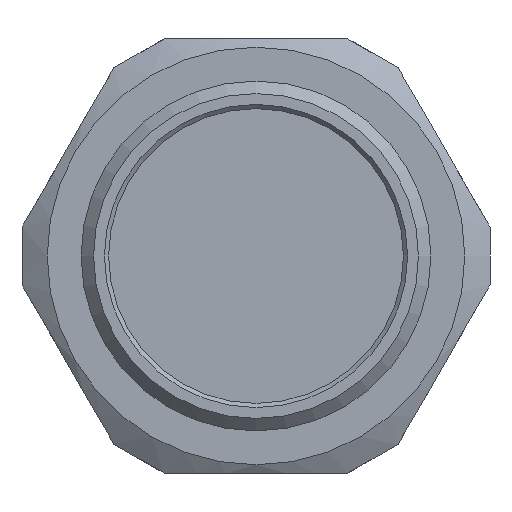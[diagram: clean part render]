
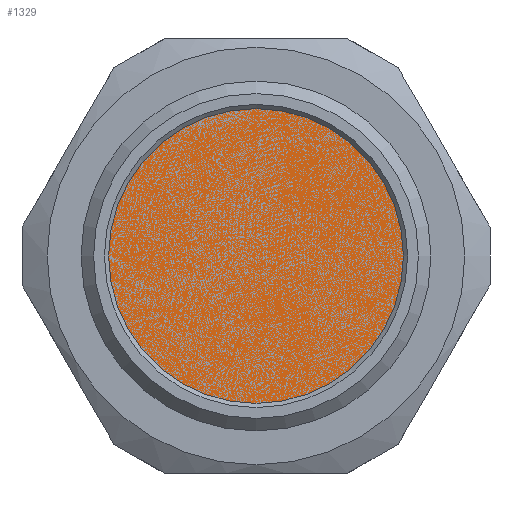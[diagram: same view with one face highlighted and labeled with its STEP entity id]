
A CAD part, front view. The second image highlights one B-rep face of the part: STEP entity #1329.
In plain terms, the highlighted planar face has unit normal (0, 1, 0).
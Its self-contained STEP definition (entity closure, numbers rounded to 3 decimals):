
#435=FACE_OUTER_BOUND('',#515,.T.);
#515=EDGE_LOOP('',(#1209));
#555=CIRCLE('',#1463,20.95);
#671=VERTEX_POINT('',#2320);
#851=EDGE_CURVE('',#671,#671,#555,.T.);
#1209=ORIENTED_EDGE('',*,*,#851,.T.);
#1255=PLANE('',#1462);
#1329=ADVANCED_FACE('',(#435),#1255,.T.);
#1462=AXIS2_PLACEMENT_3D('',#2319,#1765,#1766);
#1463=AXIS2_PLACEMENT_3D('',#2321,#1767,#1768);
#1765=DIRECTION('center_axis',(0.,1.,0.));
#1766=DIRECTION('ref_axis',(0.,0.,1.));
#1767=DIRECTION('center_axis',(0.,1.,0.));
#1768=DIRECTION('ref_axis',(1.,0.,0.));
#2319=CARTESIAN_POINT('Origin',(407.326,94.759,285.8));
#2320=CARTESIAN_POINT('',(386.376,94.759,285.8));
#2321=CARTESIAN_POINT('Origin',(407.326,94.759,285.8));
